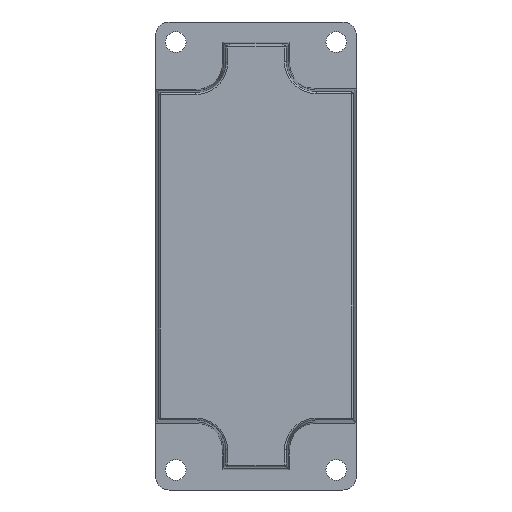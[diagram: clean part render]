
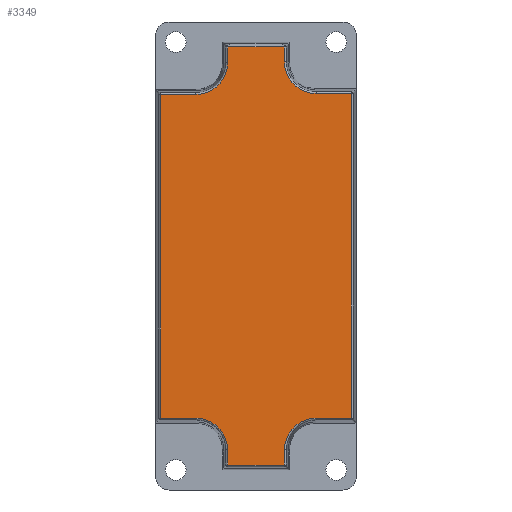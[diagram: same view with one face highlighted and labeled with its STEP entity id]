
A CAD part, front view. The second image highlights one B-rep face of the part: STEP entity #3349.
In plain terms, the highlighted planar face has unit normal (0, -1, 0).
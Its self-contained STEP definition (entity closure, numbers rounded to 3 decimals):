
#169=CIRCLE('',#3634,4.737);
#170=CIRCLE('',#3635,4.737);
#171=CIRCLE('',#3636,4.737);
#172=CIRCLE('',#3637,4.737);
#396=PLANE('',#3633);
#484=FACE_OUTER_BOUND('',#715,.T.);
#715=EDGE_LOOP('',(#2393,#2394,#2395,#2396,#2397,#2398,#2399,#2400,#2401,
#2402,#2403,#2404,#2405,#2406,#2407,#2408));
#995=LINE('',#5414,#1228);
#996=LINE('',#5416,#1229);
#997=LINE('',#5420,#1230);
#998=LINE('',#5422,#1231);
#999=LINE('',#5424,#1232);
#1000=LINE('',#5428,#1233);
#1001=LINE('',#5430,#1234);
#1002=LINE('',#5432,#1235);
#1003=LINE('',#5436,#1236);
#1004=LINE('',#5438,#1237);
#1005=LINE('',#5440,#1238);
#1006=LINE('',#5443,#1239);
#1228=VECTOR('',#4267,10.);
#1229=VECTOR('',#4268,10.);
#1230=VECTOR('',#4271,10.);
#1231=VECTOR('',#4272,10.);
#1232=VECTOR('',#4273,10.);
#1233=VECTOR('',#4276,10.);
#1234=VECTOR('',#4277,10.);
#1235=VECTOR('',#4278,10.);
#1236=VECTOR('',#4281,10.);
#1237=VECTOR('',#4282,10.);
#1238=VECTOR('',#4283,10.);
#1239=VECTOR('',#4286,10.);
#1466=VERTEX_POINT('',#5412);
#1467=VERTEX_POINT('',#5413);
#1468=VERTEX_POINT('',#5415);
#1469=VERTEX_POINT('',#5417);
#1470=VERTEX_POINT('',#5419);
#1471=VERTEX_POINT('',#5421);
#1472=VERTEX_POINT('',#5423);
#1473=VERTEX_POINT('',#5425);
#1474=VERTEX_POINT('',#5427);
#1475=VERTEX_POINT('',#5429);
#1476=VERTEX_POINT('',#5431);
#1477=VERTEX_POINT('',#5433);
#1478=VERTEX_POINT('',#5435);
#1479=VERTEX_POINT('',#5437);
#1480=VERTEX_POINT('',#5439);
#1481=VERTEX_POINT('',#5441);
#1805=EDGE_CURVE('',#1466,#1467,#995,.T.);
#1806=EDGE_CURVE('',#1468,#1466,#996,.T.);
#1807=EDGE_CURVE('',#1469,#1468,#169,.T.);
#1808=EDGE_CURVE('',#1470,#1469,#997,.T.);
#1809=EDGE_CURVE('',#1471,#1470,#998,.T.);
#1810=EDGE_CURVE('',#1472,#1471,#999,.T.);
#1811=EDGE_CURVE('',#1473,#1472,#170,.T.);
#1812=EDGE_CURVE('',#1474,#1473,#1000,.T.);
#1813=EDGE_CURVE('',#1475,#1474,#1001,.T.);
#1814=EDGE_CURVE('',#1476,#1475,#1002,.T.);
#1815=EDGE_CURVE('',#1477,#1476,#171,.T.);
#1816=EDGE_CURVE('',#1478,#1477,#1003,.T.);
#1817=EDGE_CURVE('',#1479,#1478,#1004,.T.);
#1818=EDGE_CURVE('',#1480,#1479,#1005,.T.);
#1819=EDGE_CURVE('',#1481,#1480,#172,.T.);
#1820=EDGE_CURVE('',#1467,#1481,#1006,.T.);
#2393=ORIENTED_EDGE('',*,*,#1805,.F.);
#2394=ORIENTED_EDGE('',*,*,#1806,.F.);
#2395=ORIENTED_EDGE('',*,*,#1807,.F.);
#2396=ORIENTED_EDGE('',*,*,#1808,.F.);
#2397=ORIENTED_EDGE('',*,*,#1809,.F.);
#2398=ORIENTED_EDGE('',*,*,#1810,.F.);
#2399=ORIENTED_EDGE('',*,*,#1811,.F.);
#2400=ORIENTED_EDGE('',*,*,#1812,.F.);
#2401=ORIENTED_EDGE('',*,*,#1813,.F.);
#2402=ORIENTED_EDGE('',*,*,#1814,.F.);
#2403=ORIENTED_EDGE('',*,*,#1815,.F.);
#2404=ORIENTED_EDGE('',*,*,#1816,.F.);
#2405=ORIENTED_EDGE('',*,*,#1817,.F.);
#2406=ORIENTED_EDGE('',*,*,#1818,.F.);
#2407=ORIENTED_EDGE('',*,*,#1819,.F.);
#2408=ORIENTED_EDGE('',*,*,#1820,.F.);
#3349=ADVANCED_FACE('',(#484),#396,.F.);
#3633=AXIS2_PLACEMENT_3D('',#5411,#4265,#4266);
#3634=AXIS2_PLACEMENT_3D('',#5418,#4269,#4270);
#3635=AXIS2_PLACEMENT_3D('',#5426,#4274,#4275);
#3636=AXIS2_PLACEMENT_3D('',#5434,#4279,#4280);
#3637=AXIS2_PLACEMENT_3D('',#5442,#4284,#4285);
#4265=DIRECTION('center_axis',(0.,1.,0.));
#4266=DIRECTION('ref_axis',(0.,0.,1.));
#4267=DIRECTION('',(0.,0.,1.));
#4268=DIRECTION('',(-1.,0.,0.));
#4269=DIRECTION('center_axis',(0.,-1.,0.));
#4270=DIRECTION('ref_axis',(0.707,0.,0.707));
#4271=DIRECTION('',(0.,0.,1.));
#4272=DIRECTION('',(-1.,0.,0.));
#4273=DIRECTION('',(0.,0.,-1.));
#4274=DIRECTION('center_axis',(0.,-1.,0.));
#4275=DIRECTION('ref_axis',(-0.707,0.,0.707));
#4276=DIRECTION('',(-1.,0.,0.));
#4277=DIRECTION('',(0.,0.,-1.));
#4278=DIRECTION('',(1.,0.,0.));
#4279=DIRECTION('center_axis',(0.,-1.,0.));
#4280=DIRECTION('ref_axis',(-0.707,0.,-0.707));
#4281=DIRECTION('',(0.,0.,-1.));
#4282=DIRECTION('',(1.,0.,0.));
#4283=DIRECTION('',(0.,0.,1.));
#4284=DIRECTION('center_axis',(0.,-1.,0.));
#4285=DIRECTION('ref_axis',(0.707,0.,-0.707));
#4286=DIRECTION('',(1.,0.,0.));
#5411=CARTESIAN_POINT('Origin',(0.007,-16.,-0.003));
#5412=CARTESIAN_POINT('',(-14.263,-16.,-24.263));
#5413=CARTESIAN_POINT('',(-14.263,-16.,24.164));
#5414=CARTESIAN_POINT('',(-14.263,-16.,-12.502));
#5415=CARTESIAN_POINT('',(-9.,-16.,-24.263));
#5416=CARTESIAN_POINT('',(-4.496,-16.,-24.263));
#5417=CARTESIAN_POINT('',(-4.263,-16.,-29.));
#5418=CARTESIAN_POINT('Origin',(-9.,-16.,-29.));
#5419=CARTESIAN_POINT('',(-4.263,-16.,-31.263));
#5420=CARTESIAN_POINT('',(-4.263,-16.,-16.002));
#5421=CARTESIAN_POINT('',(4.263,-16.,-31.263));
#5422=CARTESIAN_POINT('',(2.504,-16.,-31.263));
#5423=CARTESIAN_POINT('',(4.263,-16.,-29.));
#5424=CARTESIAN_POINT('',(4.263,-16.,-14.502));
#5425=CARTESIAN_POINT('',(9.,-16.,-24.263));
#5426=CARTESIAN_POINT('Origin',(9.,-16.,-29.));
#5427=CARTESIAN_POINT('',(14.263,-16.,-24.263));
#5428=CARTESIAN_POINT('',(7.504,-16.,-24.263));
#5429=CARTESIAN_POINT('',(14.263,-16.,24.291));
#5430=CARTESIAN_POINT('',(14.263,-16.,12.513));
#5431=CARTESIAN_POINT('',(9.,-16.,24.291));
#5432=CARTESIAN_POINT('',(4.504,-16.,24.291));
#5433=CARTESIAN_POINT('',(4.263,-16.,29.028));
#5434=CARTESIAN_POINT('Origin',(9.,-16.,29.028));
#5435=CARTESIAN_POINT('',(4.263,-16.,31.263));
#5436=CARTESIAN_POINT('',(4.263,-16.,15.998));
#5437=CARTESIAN_POINT('',(-4.263,-16.,31.263));
#5438=CARTESIAN_POINT('',(-2.496,-16.,31.263));
#5439=CARTESIAN_POINT('',(-4.263,-16.,28.901));
#5440=CARTESIAN_POINT('',(-4.263,-16.,14.449));
#5441=CARTESIAN_POINT('',(-9.,-16.,24.164));
#5442=CARTESIAN_POINT('Origin',(-9.,-16.,28.901));
#5443=CARTESIAN_POINT('',(-7.496,-16.,24.164));
